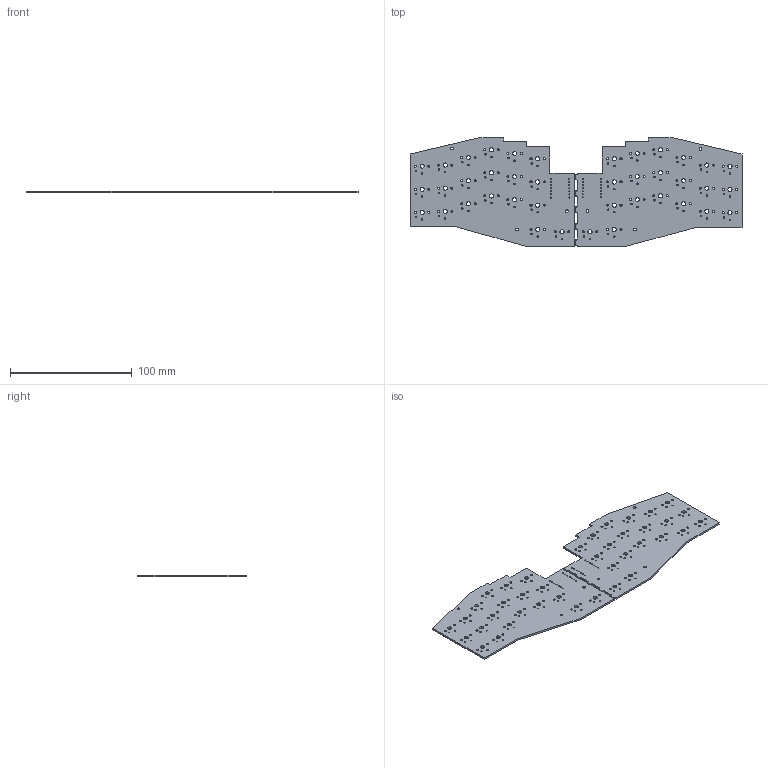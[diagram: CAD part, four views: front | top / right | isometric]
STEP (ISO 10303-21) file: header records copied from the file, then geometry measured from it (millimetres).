
FILE_DESCRIPTION(('KiCad electronic assembly'),'2;1');
FILE_NAME('NordBoard.step','2026-02-18T18:01:52',('Pcbnew'),('Kicad'), 'Open CASCADE STEP processor 7.6','KiCad to STEP converter','Unknown' );
FILE_SCHEMA(('AUTOMOTIVE_DESIGN { 1 0 10303 214 1 1 1 1 }'));
Length unit declared in the file: millimetre
Products named in the file (2): NordBoard 1; NordBoard_PCB
Assembly tree (1 placements, depth 2):
  NordBoard 1
    NordBoard_PCB
Bounding box: 273 x 89.5 x 1.51 mm (x, y, z)
Volume: 28874 mm3; surface area: 41479.9 mm2
Topology: 1 solids, 1 shells, 309 faces, 921 edges, 614 vertices
Faces by surface type: cylinder 274, plane 35
Full cylindrical faces by diameter (mm): 0.5 x30, 0.889 x28, 1.2 x80, 1.7 x80, 2.2 x6, 3.4 x40
Entity records: 11812 total; most frequent: DIRECTION 2091, CARTESIAN_POINT 1846, ORIENTED_EDGE 1842, EDGE_CURVE 921, AXIS2_PLACEMENT_3D 859, FACE_BOUND 845, EDGE_LOOP 845, VERTEX_POINT 614
